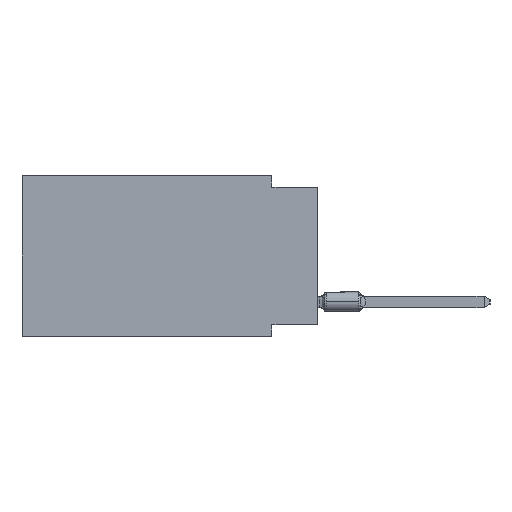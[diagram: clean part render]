
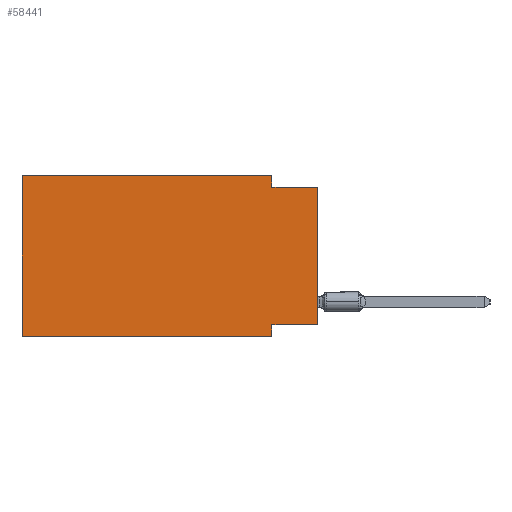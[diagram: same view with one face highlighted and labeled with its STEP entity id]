
A CAD part, left-side view. The second image highlights one B-rep face of the part: STEP entity #58441.
In plain terms, the highlighted planar face has unit normal (-1, 0, 0).
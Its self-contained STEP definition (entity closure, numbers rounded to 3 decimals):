
#421 = EDGE_CURVE ( 'NONE', #8123, #3709, #39441, .T. ) ;
#1541 = CARTESIAN_POINT ( 'NONE',  ( 0., 2.54, 0. ) ) ;
#1803 = CARTESIAN_POINT ( 'NONE',  ( 0., 16.383, 0. ) ) ;
#1974 = ORIENTED_EDGE ( 'NONE', *, *, #27357, .F. ) ;
#2547 = VERTEX_POINT ( 'NONE', #3734 ) ;
#3221 = CARTESIAN_POINT ( 'NONE',  ( 0., 0., -0.635 ) ) ;
#3709 = VERTEX_POINT ( 'NONE', #58558 ) ;
#3734 = CARTESIAN_POINT ( 'NONE',  ( 0., 2.54, -0.635 ) ) ;
#4035 = CARTESIAN_POINT ( 'NONE',  ( 0., 0., -8.255 ) ) ;
#5575 = DIRECTION ( 'NONE',  ( 0., 0., 1. ) ) ;
#5926 = EDGE_LOOP ( 'NONE', ( #31419, #41142, #24899, #1974, #50915, #28432, #29352, #37458 ) ) ;
#6669 = VERTEX_POINT ( 'NONE', #42469 ) ;
#7392 = LINE ( 'NONE', #12799, #37558 ) ;
#8123 = VERTEX_POINT ( 'NONE', #4035 ) ;
#9432 = DIRECTION ( 'NONE',  ( 0., 0., -1. ) ) ;
#10061 = CARTESIAN_POINT ( 'NONE',  ( 0., 0., 0. ) ) ;
#10192 = VECTOR ( 'NONE', #21738, 1000. ) ;
#12799 = CARTESIAN_POINT ( 'NONE',  ( 0., 16.383, 0. ) ) ;
#15034 = DIRECTION ( 'NONE',  ( 1., 0., 0. ) ) ;
#15599 = DIRECTION ( 'NONE',  ( 0., 1., 0. ) ) ;
#17014 = VECTOR ( 'NONE', #9432, 1000. ) ;
#18650 = AXIS2_PLACEMENT_3D ( 'NONE', #43966, #15034, #48740 ) ;
#18699 = VECTOR ( 'NONE', #42311, 1000. ) ;
#19698 = DIRECTION ( 'NONE',  ( 0., -1., 0. ) ) ;
#21738 = DIRECTION ( 'NONE',  ( 0., -1., 0. ) ) ;
#22916 = LINE ( 'NONE', #27068, #18699 ) ;
#22978 = VERTEX_POINT ( 'NONE', #58223 ) ;
#24899 = ORIENTED_EDGE ( 'NONE', *, *, #37101, .F. ) ;
#27068 = CARTESIAN_POINT ( 'NONE',  ( 0., 2.54, -8.89 ) ) ;
#27357 = EDGE_CURVE ( 'NONE', #34460, #61612, #7392, .T. ) ;
#27394 = EDGE_CURVE ( 'NONE', #2547, #6669, #46206, .T. ) ;
#28432 = ORIENTED_EDGE ( 'NONE', *, *, #34284, .T. ) ;
#28615 = CARTESIAN_POINT ( 'NONE',  ( 0., 16.383, -8.89 ) ) ;
#28783 = VECTOR ( 'NONE', #15599, 1000. ) ;
#29350 = FACE_OUTER_BOUND ( 'NONE', #5926, .T. ) ;
#29352 = ORIENTED_EDGE ( 'NONE', *, *, #56697, .F. ) ;
#31419 = ORIENTED_EDGE ( 'NONE', *, *, #37081, .T. ) ;
#33793 = PLANE ( 'NONE',  #18650 ) ;
#34284 = EDGE_CURVE ( 'NONE', #52362, #22978, #38450, .T. ) ;
#34460 = VERTEX_POINT ( 'NONE', #1803 ) ;
#34545 = LINE ( 'NONE', #10061, #57658 ) ;
#34679 = CARTESIAN_POINT ( 'NONE',  ( 0., 0., -8.255 ) ) ;
#37081 = EDGE_CURVE ( 'NONE', #8123, #6669, #34545, .T. ) ;
#37101 = EDGE_CURVE ( 'NONE', #61612, #2547, #53642, .T. ) ;
#37458 = ORIENTED_EDGE ( 'NONE', *, *, #421, .F. ) ;
#37558 = VECTOR ( 'NONE', #60870, 1000. ) ;
#38450 = LINE ( 'NONE', #28615, #62640 ) ;
#39441 = LINE ( 'NONE', #34679, #28783 ) ;
#41142 = ORIENTED_EDGE ( 'NONE', *, *, #27394, .F. ) ;
#42311 = DIRECTION ( 'NONE',  ( 0., 0., -1. ) ) ;
#42469 = CARTESIAN_POINT ( 'NONE',  ( 0., 0., -0.635 ) ) ;
#43157 = LINE ( 'NONE', #57820, #57201 ) ;
#43795 = DIRECTION ( 'NONE',  ( 0., 0., 1. ) ) ;
#43964 = CARTESIAN_POINT ( 'NONE',  ( 0., 16.383, -8.89 ) ) ;
#43966 = CARTESIAN_POINT ( 'NONE',  ( 0., 16.383, 0. ) ) ;
#46206 = LINE ( 'NONE', #3221, #10192 ) ;
#48740 = DIRECTION ( 'NONE',  ( 0., 0., -1. ) ) ;
#50268 = EDGE_CURVE ( 'NONE', #52362, #34460, #43157, .T. ) ;
#50915 = ORIENTED_EDGE ( 'NONE', *, *, #50268, .F. ) ;
#52362 = VERTEX_POINT ( 'NONE', #43964 ) ;
#53642 = LINE ( 'NONE', #53962, #17014 ) ;
#53962 = CARTESIAN_POINT ( 'NONE',  ( 0., 2.54, 0. ) ) ;
#56697 = EDGE_CURVE ( 'NONE', #3709, #22978, #22916, .T. ) ;
#57201 = VECTOR ( 'NONE', #43795, 1000. ) ;
#57658 = VECTOR ( 'NONE', #5575, 1000. ) ;
#57820 = CARTESIAN_POINT ( 'NONE',  ( 0., 16.383, 0. ) ) ;
#58223 = CARTESIAN_POINT ( 'NONE',  ( 0., 2.54, -8.89 ) ) ;
#58441 = ADVANCED_FACE ( 'NONE', ( #29350 ), #33793, .F. ) ;
#58558 = CARTESIAN_POINT ( 'NONE',  ( 0., 2.54, -8.255 ) ) ;
#60870 = DIRECTION ( 'NONE',  ( 0., -1., 0. ) ) ;
#61612 = VERTEX_POINT ( 'NONE', #1541 ) ;
#62640 = VECTOR ( 'NONE', #19698, 1000. ) ;
